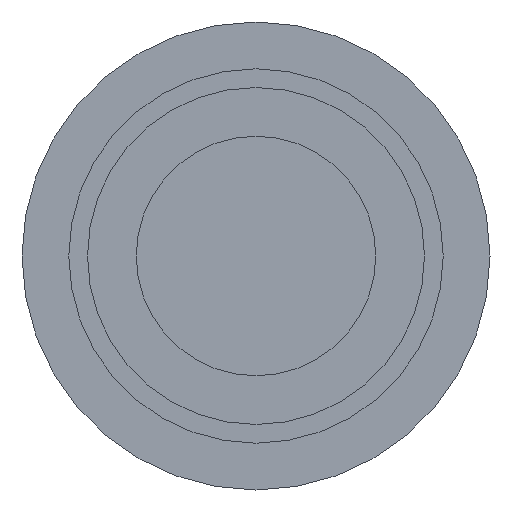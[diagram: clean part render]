
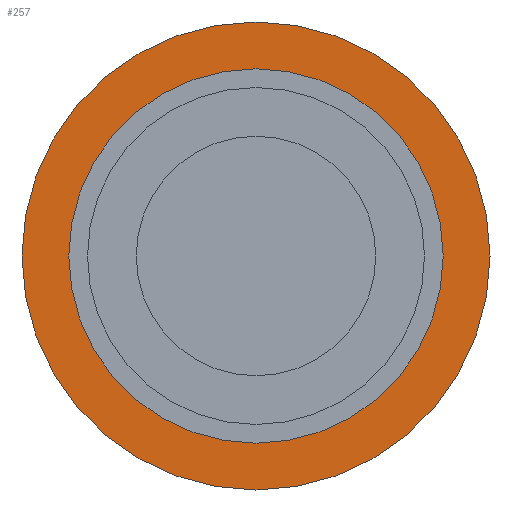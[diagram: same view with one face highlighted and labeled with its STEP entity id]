
A CAD part, left-side view. The second image highlights one B-rep face of the part: STEP entity #257.
In plain terms, the highlighted planar face has unit normal (-1, 0, 0).
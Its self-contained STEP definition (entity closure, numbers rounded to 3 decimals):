
#165=EDGE_CURVE('',#203,#193,#371,.T.);
#193=VERTEX_POINT('',#402);
#203=VERTEX_POINT('',#418);
#223=EDGE_CURVE('',#193,#203,#441,.T.);
#225=EDGE_CURVE('',#263,#245,#443,.T.);
#239=EDGE_CURVE('',#245,#263,#461,.T.);
#245=VERTEX_POINT('',#468);
#257=ADVANCED_FACE('',(#480,#481),#482,.T.);
#263=VERTEX_POINT('',#488);
#371=CIRCLE('',#615,12.5);
#402=CARTESIAN_POINT('',(0.,0.,12.5));
#418=CARTESIAN_POINT('',(0.,0.,-12.5));
#441=CIRCLE('',#695,12.5);
#443=CIRCLE('',#698,10.);
#461=CIRCLE('',#718,10.);
#468=CARTESIAN_POINT('',(0.,0.,10.0));
#480=FACE_BOUND('',#744,.T.);
#481=FACE_OUTER_BOUND('',#745,.T.);
#482=PLANE('',#746);
#488=CARTESIAN_POINT('',(0.,0.,-10.));
#615=AXIS2_PLACEMENT_3D('',#864,#865,#866);
#695=AXIS2_PLACEMENT_3D('',#949,#950,#951);
#698=AXIS2_PLACEMENT_3D('',#952,#953,#954);
#718=AXIS2_PLACEMENT_3D('',#986,#987,#988);
#744=EDGE_LOOP('',(#1009,#1010));
#745=EDGE_LOOP('',(#1011,#1012));
#746=AXIS2_PLACEMENT_3D('',#1013,#1014,#1015);
#864=CARTESIAN_POINT('',(0.,0.,0.));
#865=DIRECTION('',(-1.0,0.,0.));
#866=DIRECTION('',(0.,0.,1.0));
#949=CARTESIAN_POINT('',(0.,0.,0.));
#950=DIRECTION('',(-1.0,0.,0.));
#951=DIRECTION('',(0.,0.,1.0));
#952=CARTESIAN_POINT('',(0.,0.,0.));
#953=DIRECTION('',(-1.0,0.,0.));
#954=DIRECTION('',(0.,0.,1.0));
#986=CARTESIAN_POINT('',(0.,0.,0.));
#987=DIRECTION('',(-1.0,0.,0.));
#988=DIRECTION('',(0.,0.,1.0));
#1009=ORIENTED_EDGE('',*,*,#239,.F.);
#1010=ORIENTED_EDGE('',*,*,#225,.F.);
#1011=ORIENTED_EDGE('',*,*,#223,.T.);
#1012=ORIENTED_EDGE('',*,*,#165,.T.);
#1013=CARTESIAN_POINT('',(0.,0.,11.25));
#1014=DIRECTION('',(-1.0,0.,0.));
#1015=DIRECTION('',(0.,0.,-1.0));
